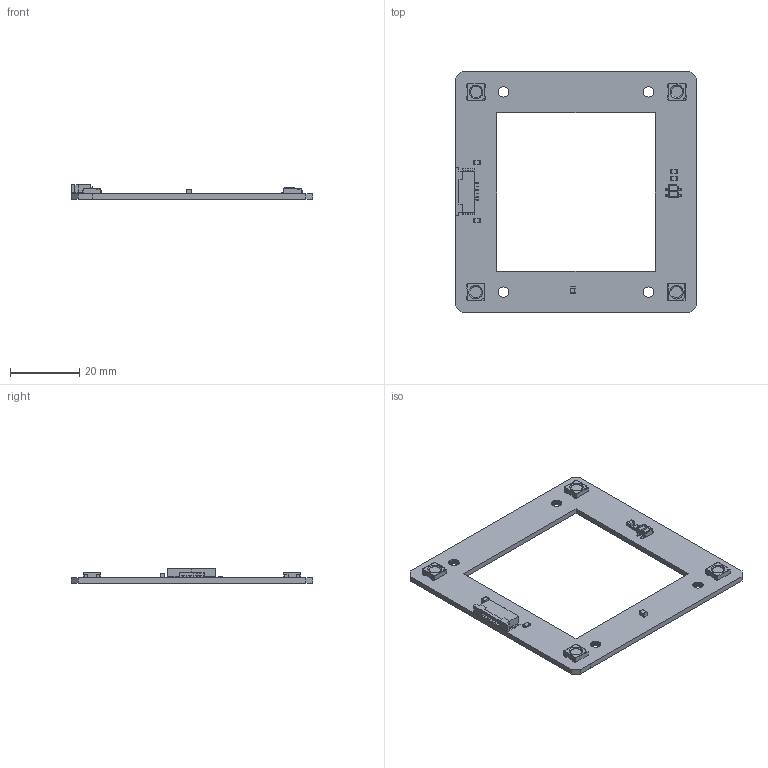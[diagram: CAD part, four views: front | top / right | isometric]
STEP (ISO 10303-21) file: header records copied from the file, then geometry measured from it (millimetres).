
FILE_DESCRIPTION(/* description */ (''),/* implementation_level */ '2;1');
FILE_NAME(/* name */ 'PCB Lamp Workshop - Square',/* time_stamp */ '2023-04-25T17:02:44-07:00',/* author */ (''),/* organization */ (''),/* preprocessor_version */ 'ST-DEVELOPER v16.5',/* originating_system */ '',/* authorisation */ '');
FILE_SCHEMA (('AUTOMOTIVE_DESIGN'));
Length unit declared in the file: millimetre
Products named in the file (1): Document
Bounding box: 70 x 70 x 4.19 mm (x, y, z)
Volume: 4658.5 mm3; surface area: 7062.1 mm2
Topology: 12 solids, 12 shells, 807 faces, 2264 edges, 1484 vertices
Faces by surface type: plane 641, bspline 166
Entity records: 24630 total; most frequent: CARTESIAN_POINT 9893, ORIENTED_EDGE 4528, EDGE_CURVE 2264, B_SPLINE_CURVE_WITH_KNOTS 1960, VERTEX_POINT 1484, EDGE_LOOP 852, ADVANCED_FACE 807, FACE_OUTER_BOUND 807
